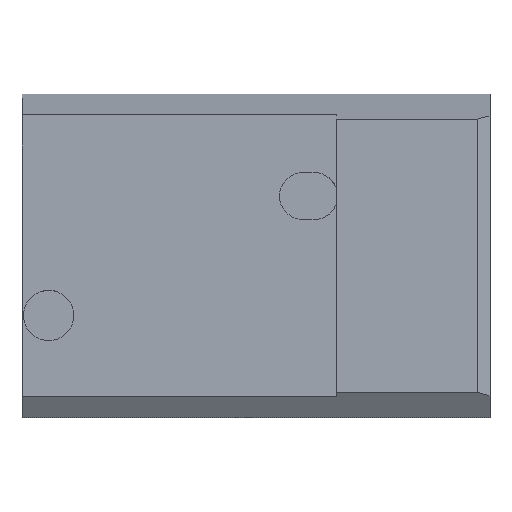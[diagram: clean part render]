
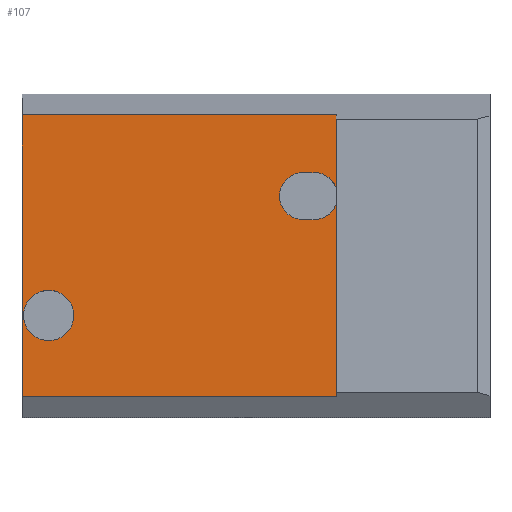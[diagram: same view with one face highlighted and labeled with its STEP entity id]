
A CAD part, top view. The second image highlights one B-rep face of the part: STEP entity #107.
In plain terms, the highlighted planar face has unit normal (0, 0, 1).
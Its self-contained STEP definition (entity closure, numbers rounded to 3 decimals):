
#107=ADVANCED_FACE('',(#218,#219),#173,.T.);
#173=PLANE('',#1191);
#218=FACE_BOUND('',#253,.T.);
#219=FACE_BOUND('',#254,.T.);
#253=EDGE_LOOP('',(#379,#380,#381,#382,#383,#384,#385,#386,#387,#388));
#254=EDGE_LOOP('',(#389));
#337=CIRCLE('',#1187,7.5);
#338=CIRCLE('',#1188,7.5);
#339=CIRCLE('',#1189,7.5);
#340=CIRCLE('',#1190,8.);
#379=ORIENTED_EDGE('',*,*,#783,.T.);
#380=ORIENTED_EDGE('',*,*,#784,.T.);
#381=ORIENTED_EDGE('',*,*,#785,.T.);
#382=ORIENTED_EDGE('',*,*,#786,.F.);
#383=ORIENTED_EDGE('',*,*,#787,.F.);
#384=ORIENTED_EDGE('',*,*,#788,.F.);
#385=ORIENTED_EDGE('',*,*,#789,.T.);
#386=ORIENTED_EDGE('',*,*,#790,.T.);
#387=ORIENTED_EDGE('',*,*,#791,.T.);
#388=ORIENTED_EDGE('',*,*,#792,.T.);
#389=ORIENTED_EDGE('',*,*,#793,.T.);
#679=VERTEX_POINT('',#1637);
#680=VERTEX_POINT('',#1638);
#681=VERTEX_POINT('',#1640);
#682=VERTEX_POINT('',#1642);
#683=VERTEX_POINT('',#1644);
#684=VERTEX_POINT('',#1646);
#685=VERTEX_POINT('',#1648);
#686=VERTEX_POINT('',#1650);
#687=VERTEX_POINT('',#1652);
#688=VERTEX_POINT('',#1654);
#689=VERTEX_POINT('',#1657);
#783=EDGE_CURVE('',#679,#680,#933,.T.);
#784=EDGE_CURVE('',#680,#681,#337,.T.);
#785=EDGE_CURVE('',#681,#682,#934,.T.);
#786=EDGE_CURVE('',#683,#682,#935,.T.);
#787=EDGE_CURVE('',#684,#683,#936,.T.);
#788=EDGE_CURVE('',#685,#684,#937,.T.);
#789=EDGE_CURVE('',#685,#686,#938,.T.);
#790=EDGE_CURVE('',#686,#687,#338,.T.);
#791=EDGE_CURVE('',#687,#688,#939,.T.);
#792=EDGE_CURVE('',#688,#679,#339,.T.);
#793=EDGE_CURVE('',#689,#689,#340,.T.);
#933=LINE('',#1636,#1039);
#934=LINE('',#1641,#1040);
#935=LINE('',#1643,#1041);
#936=LINE('',#1645,#1042);
#937=LINE('',#1647,#1043);
#938=LINE('',#1649,#1044);
#939=LINE('',#1653,#1045);
#1039=VECTOR('',#1305,1.);
#1040=VECTOR('',#1308,1.);
#1041=VECTOR('',#1309,1.);
#1042=VECTOR('',#1310,1.);
#1043=VECTOR('',#1311,1.);
#1044=VECTOR('',#1312,1.);
#1045=VECTOR('',#1315,1.);
#1187=AXIS2_PLACEMENT_3D('',#1639,#1306,#1307);
#1188=AXIS2_PLACEMENT_3D('',#1651,#1313,#1314);
#1189=AXIS2_PLACEMENT_3D('',#1655,#1316,#1317);
#1190=AXIS2_PLACEMENT_3D('',#1656,#1318,#1319);
#1191=AXIS2_PLACEMENT_3D('',#1658,#1320,#1321);
#1305=DIRECTION('',(1.,0.,0.));
#1306=DIRECTION('',(0.,0.,-1.));
#1307=DIRECTION('',(-1.,0.,0.));
#1308=DIRECTION('',(0.,1.,0.));
#1309=DIRECTION('',(1.,0.,0.));
#1310=DIRECTION('',(0.,1.,0.));
#1311=DIRECTION('',(-1.,0.,0.));
#1312=DIRECTION('',(0.,1.,0.));
#1313=DIRECTION('',(0.,0.,-1.));
#1314=DIRECTION('',(1.,0.,0.));
#1315=DIRECTION('',(-1.,0.,0.));
#1316=DIRECTION('',(0.,0.,-1.));
#1317=DIRECTION('',(1.,0.,0.));
#1318=DIRECTION('',(0.,0.,-1.));
#1319=DIRECTION('',(1.,0.,0.));
#1320=DIRECTION('',(0.,0.,1.));
#1321=DIRECTION('',(1.,0.,0.));
#1636=CARTESIAN_POINT('',(-10.5,26.5,0.));
#1637=CARTESIAN_POINT('',(-10.5,26.5,0.));
#1638=CARTESIAN_POINT('',(-7.,26.5,0.));
#1639=CARTESIAN_POINT('',(-7.,19.,0.));
#1640=CARTESIAN_POINT('',(0.,21.693,0.));
#1641=CARTESIAN_POINT('',(0.,-51.5,0.));
#1642=CARTESIAN_POINT('',(0.,44.84,0.));
#1643=CARTESIAN_POINT('',(-100.,44.84,0.));
#1644=CARTESIAN_POINT('',(-100.,44.84,0.));
#1645=CARTESIAN_POINT('',(-100.,-51.5,0.));
#1646=CARTESIAN_POINT('',(-100.,-44.84,0.));
#1647=CARTESIAN_POINT('',(-100.,-44.84,0.));
#1648=CARTESIAN_POINT('',(0.,-44.84,0.));
#1649=CARTESIAN_POINT('',(0.,-51.5,0.));
#1650=CARTESIAN_POINT('',(0.,16.307,0.));
#1651=CARTESIAN_POINT('',(-7.,19.,0.));
#1652=CARTESIAN_POINT('',(-7.,11.5,0.));
#1653=CARTESIAN_POINT('',(-7.,11.5,0.));
#1654=CARTESIAN_POINT('',(-10.5,11.5,0.));
#1655=CARTESIAN_POINT('',(-10.5,19.,0.));
#1656=CARTESIAN_POINT('',(-91.5,-19.,0.));
#1657=CARTESIAN_POINT('',(-83.5,-19.,0.));
#1658=CARTESIAN_POINT('',(-100.,-51.5,0.));
